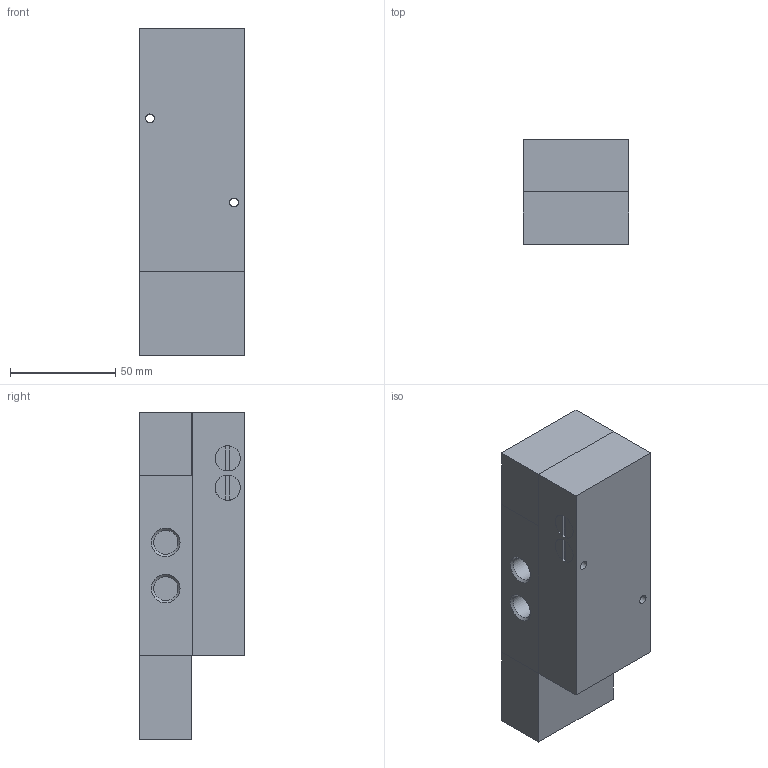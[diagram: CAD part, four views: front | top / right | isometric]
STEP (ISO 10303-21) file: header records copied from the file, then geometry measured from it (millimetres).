
FILE_DESCRIPTION(/* description */ (''),/* implementation_level */ '2;1');
FILE_NAME(/* name */ '900_52_1_1.stp',/* time_stamp */ '2015-10-28T10:26:43+01:00',/* author */ ('maniean1'),/* organization */ ('Pneumax S.p.A.'),/* preprocessor_version */ 'ST-DEVELOPER v15.2',/* originating_system */ 'Autodesk Inventor 2014',/* authorisation */ '');
FILE_SCHEMA (('AUTOMOTIVE_DESIGN { 1 0 10303 214 3 1 1 }'));
Length unit declared in the file: millimetre
Products named in the file (1): 900_52_1_1
Bounding box: 50 x 50 x 156 mm (x, y, z)
Volume: 330968.1 mm3; surface area: 41161.1 mm2
Topology: 1 solids, 1 shells, 77 faces, 165 edges, 107 vertices
Faces by surface type: plane 53, cylinder 17, cone 7
Full cylindrical faces by diameter (mm): 4.24 x2, 4.25 x2, 7.25 x2, 8.566 x2, 11.445 x5, 12 x4
Entity records: 2017 total; most frequent: DIRECTION 346, CARTESIAN_POINT 318, ORIENTED_EDGE 274, EDGE_CURVE 137, AXIS2_PLACEMENT_3D 131, EDGE_LOOP 122, VERTEX_POINT 103, LINE 84
